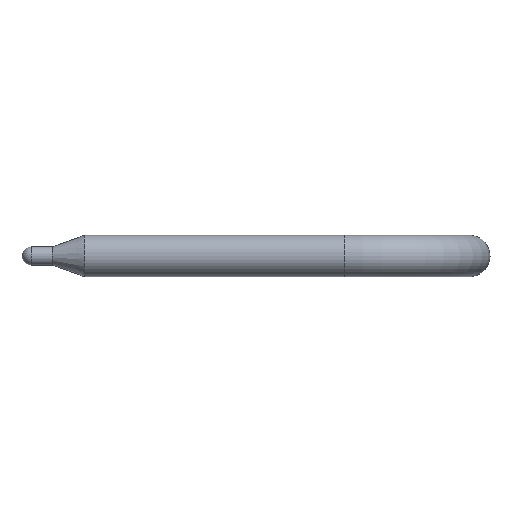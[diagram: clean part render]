
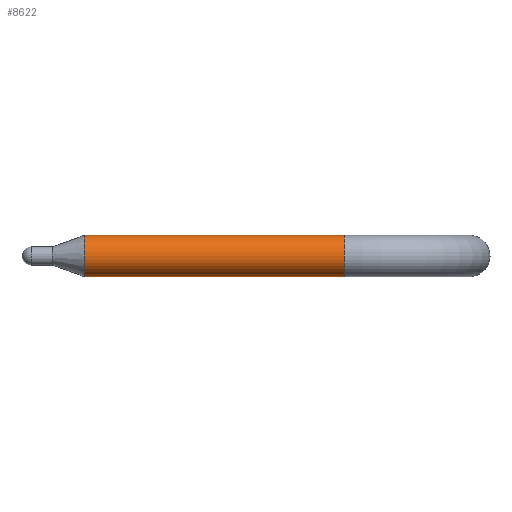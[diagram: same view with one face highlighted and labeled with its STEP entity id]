
A CAD part, front view. The second image highlights one B-rep face of the part: STEP entity #8622.
In plain terms, the highlighted cylindrical face has radius 4 mm (diameter 8 mm), a full revolution.
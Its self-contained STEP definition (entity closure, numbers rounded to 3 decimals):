
#247 = ORIENTED_EDGE ( 'NONE', *, *, #18209, .T. ) ;
#1655 = CIRCLE ( 'NONE', #13068, 4. ) ;
#2251 = FACE_OUTER_BOUND ( 'NONE', #10865, .T. ) ;
#2296 = CARTESIAN_POINT ( 'NONE',  ( 18.997, -62.163, -4. ) ) ;
#2484 = VERTEX_POINT ( 'NONE', #2296 ) ;
#3597 = FACE_OUTER_BOUND ( 'NONE', #18696, .T. ) ;
#3872 = DIRECTION ( 'NONE',  ( 0., 0., 1. ) ) ;
#4909 = DIRECTION ( 'NONE',  ( 0., 0., -1. ) ) ;
#6920 = VERTEX_POINT ( 'NONE', #8272 ) ;
#7570 = ORIENTED_EDGE ( 'NONE', *, *, #13338, .F. ) ;
#7796 = CARTESIAN_POINT ( 'NONE',  ( 18.997, -62.163, 0. ) ) ;
#8272 = CARTESIAN_POINT ( 'NONE',  ( -30.997, -62.163, 4. ) ) ;
#8622 = ADVANCED_FACE ( 'NONE', ( #3597, #2251 ), #9480, .T. ) ;
#9186 = AXIS2_PLACEMENT_3D ( 'NONE', #7796, #18115, #4909 ) ;
#9480 = CYLINDRICAL_SURFACE ( 'NONE', #12908, 4. ) ;
#10865 = EDGE_LOOP ( 'NONE', ( #7570 ) ) ;
#12351 = DIRECTION ( 'NONE',  ( -1., 0., 0. ) ) ;
#12556 = CARTESIAN_POINT ( 'NONE',  ( -30.997, -62.163, 0. ) ) ;
#12908 = AXIS2_PLACEMENT_3D ( 'NONE', #18153, #16515, #14018 ) ;
#13068 = AXIS2_PLACEMENT_3D ( 'NONE', #12556, #12351, #3872 ) ;
#13338 = EDGE_CURVE ( 'NONE', #6920, #6920, #1655, .T. ) ;
#14018 = DIRECTION ( 'NONE',  ( 0., -1., 0. ) ) ;
#14115 = CIRCLE ( 'NONE', #9186, 4. ) ;
#16515 = DIRECTION ( 'NONE',  ( -1., 0., 0. ) ) ;
#18115 = DIRECTION ( 'NONE',  ( -1., 0., 0. ) ) ;
#18153 = CARTESIAN_POINT ( 'NONE',  ( 18.997, -62.163, 0. ) ) ;
#18209 = EDGE_CURVE ( 'NONE', #2484, #2484, #14115, .T. ) ;
#18696 = EDGE_LOOP ( 'NONE', ( #247 ) ) ;
